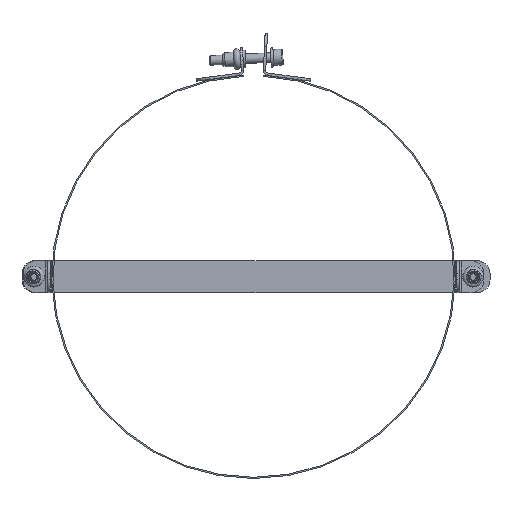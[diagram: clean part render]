
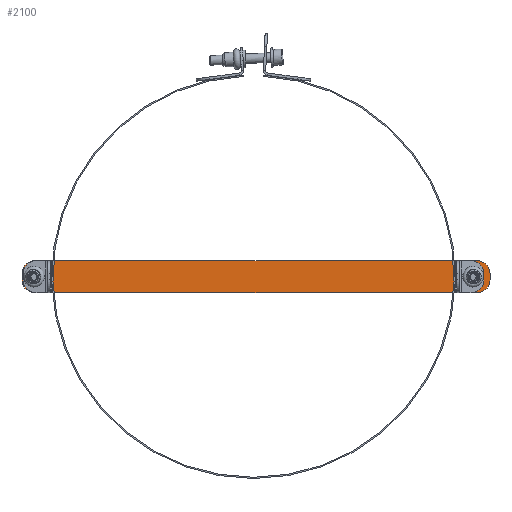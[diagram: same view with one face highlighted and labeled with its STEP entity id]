
A CAD part, front view. The second image highlights one B-rep face of the part: STEP entity #2100.
In plain terms, the highlighted planar face has unit normal (0, -1, 0).
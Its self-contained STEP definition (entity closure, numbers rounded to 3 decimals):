
#179=FACE_BOUND('',#592,.T.);
#180=FACE_BOUND('',#593,.T.);
#393=FACE_OUTER_BOUND('',#591,.T.);
#591=EDGE_LOOP('',(#1862,#1863,#1864,#1865,#1866,#1867,#1868,#1869));
#592=EDGE_LOOP('',(#1870));
#593=EDGE_LOOP('',(#1871));
#710=LINE('',#3718,#838);
#716=LINE('',#3739,#844);
#720=LINE('',#3750,#848);
#721=LINE('',#3752,#849);
#838=VECTOR('',#3092,10.);
#844=VECTOR('',#3112,10.);
#848=VECTOR('',#3126,10.);
#849=VECTOR('',#3129,10.);
#944=CIRCLE('',#2445,3.1);
#946=CIRCLE('',#2448,3.1);
#949=CIRCLE('',#2452,8.);
#953=CIRCLE('',#2459,8.);
#954=CIRCLE('',#2462,8.);
#955=CIRCLE('',#2464,8.);
#1114=VERTEX_POINT('',#3695);
#1116=VERTEX_POINT('',#3700);
#1120=VERTEX_POINT('',#3708);
#1121=VERTEX_POINT('',#3710);
#1123=VERTEX_POINT('',#3716);
#1129=VERTEX_POINT('',#3732);
#1130=VERTEX_POINT('',#3734);
#1131=VERTEX_POINT('',#3738);
#1132=VERTEX_POINT('',#3742);
#1133=VERTEX_POINT('',#3746);
#1352=EDGE_CURVE('',#1114,#1114,#944,.T.);
#1354=EDGE_CURVE('',#1116,#1116,#946,.T.);
#1358=EDGE_CURVE('',#1120,#1121,#949,.T.);
#1362=EDGE_CURVE('',#1123,#1120,#710,.T.);
#1370=EDGE_CURVE('',#1129,#1130,#953,.T.);
#1372=EDGE_CURVE('',#1130,#1131,#716,.T.);
#1374=EDGE_CURVE('',#1131,#1132,#954,.T.);
#1377=EDGE_CURVE('',#1133,#1123,#955,.T.);
#1378=EDGE_CURVE('',#1132,#1133,#720,.T.);
#1379=EDGE_CURVE('',#1121,#1129,#721,.T.);
#1862=ORIENTED_EDGE('',*,*,#1358,.F.);
#1863=ORIENTED_EDGE('',*,*,#1362,.F.);
#1864=ORIENTED_EDGE('',*,*,#1377,.F.);
#1865=ORIENTED_EDGE('',*,*,#1378,.F.);
#1866=ORIENTED_EDGE('',*,*,#1374,.F.);
#1867=ORIENTED_EDGE('',*,*,#1372,.F.);
#1868=ORIENTED_EDGE('',*,*,#1370,.F.);
#1869=ORIENTED_EDGE('',*,*,#1379,.F.);
#1870=ORIENTED_EDGE('',*,*,#1352,.T.);
#1871=ORIENTED_EDGE('',*,*,#1354,.T.);
#1936=PLANE('',#2467);
#2100=ADVANCED_FACE('',(#393,#179,#180),#1936,.F.);
#2445=AXIS2_PLACEMENT_3D('',#3696,#3070,#3071);
#2448=AXIS2_PLACEMENT_3D('',#3701,#3076,#3077);
#2452=AXIS2_PLACEMENT_3D('',#3711,#3085,#3086);
#2459=AXIS2_PLACEMENT_3D('',#3735,#3107,#3108);
#2462=AXIS2_PLACEMENT_3D('',#3743,#3116,#3117);
#2464=AXIS2_PLACEMENT_3D('',#3748,#3122,#3123);
#2467=AXIS2_PLACEMENT_3D('',#3753,#3130,#3131);
#3070=DIRECTION('center_axis',(0.,1.,0.));
#3071=DIRECTION('ref_axis',(1.,0.,0.));
#3076=DIRECTION('center_axis',(0.,1.,0.));
#3077=DIRECTION('ref_axis',(1.,0.,0.));
#3085=DIRECTION('center_axis',(0.,1.,0.));
#3086=DIRECTION('ref_axis',(0.707,0.,0.707));
#3092=DIRECTION('',(1.,0.,0.));
#3107=DIRECTION('center_axis',(0.,1.,0.));
#3108=DIRECTION('ref_axis',(0.707,0.,-0.707));
#3112=DIRECTION('',(-1.,0.,0.));
#3116=DIRECTION('center_axis',(0.,1.,0.));
#3117=DIRECTION('ref_axis',(-0.707,0.,-0.707));
#3122=DIRECTION('center_axis',(0.,1.,0.));
#3123=DIRECTION('ref_axis',(-0.707,0.,0.707));
#3126=DIRECTION('',(0.,0.,1.));
#3129=DIRECTION('',(0.,0.,-1.));
#3130=DIRECTION('center_axis',(0.,1.,0.));
#3131=DIRECTION('ref_axis',(0.,0.,1.));
#3695=CARTESIAN_POINT('',(-135.9,0.,0.));
#3696=CARTESIAN_POINT('Origin',(-139.,0.,0.));
#3700=CARTESIAN_POINT('',(142.1,0.,0.));
#3701=CARTESIAN_POINT('Origin',(139.,0.,0.));
#3708=CARTESIAN_POINT('',(139.,0.,10.));
#3710=CARTESIAN_POINT('',(147.,0.,2.));
#3711=CARTESIAN_POINT('Origin',(139.,0.,2.));
#3716=CARTESIAN_POINT('',(-139.,0.,10.));
#3718=CARTESIAN_POINT('',(-147.,0.,10.));
#3732=CARTESIAN_POINT('',(147.,0.,-2.));
#3734=CARTESIAN_POINT('',(139.,0.,-10.));
#3735=CARTESIAN_POINT('Origin',(139.,0.,-2.));
#3738=CARTESIAN_POINT('',(-139.,0.,-10.));
#3739=CARTESIAN_POINT('',(147.,0.,-10.));
#3742=CARTESIAN_POINT('',(-147.,0.,-2.));
#3743=CARTESIAN_POINT('Origin',(-139.,0.,-2.));
#3746=CARTESIAN_POINT('',(-147.,0.,2.));
#3748=CARTESIAN_POINT('Origin',(-139.,0.,2.));
#3750=CARTESIAN_POINT('',(-147.,0.,-10.));
#3752=CARTESIAN_POINT('',(147.,0.,10.));
#3753=CARTESIAN_POINT('Origin',(0.,0.,0.));
